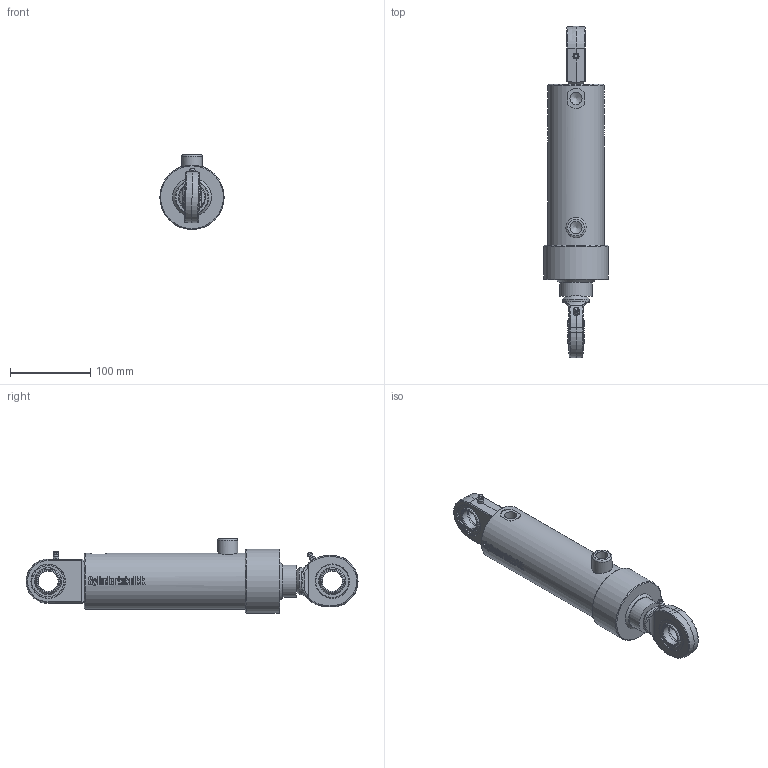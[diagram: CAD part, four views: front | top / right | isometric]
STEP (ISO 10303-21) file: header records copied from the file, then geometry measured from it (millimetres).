
FILE_DESCRIPTION((''),'2;1');
FILE_NAME('DVL60_40.stp','2010-01-22T11:05:37',('tribel'),(''),'Autodesk Inventor 2009','Autodesk Inventor 2009','');
FILE_SCHEMA(('AUTOMOTIVE_DESIGN { 1 0 10303 214 1 1 1 1 }'));
Length unit declared in the file: millimetre
Products named in the file (6): DVL60_40; DVL60_40_body; DVL60_40_stang; DVL60_40_Parameters; K-WS25N; K-WS25C
Assembly tree (5 placements, depth 2):
  DVL60_40
    DVL60_40_body
    DVL60_40_stang
    DVL60_40_Parameters
    K-WS25N
    K-WS25C
Bounding box: 80 x 412.5 x 93 mm (x, y, z)
Volume: 856862.8 mm3; surface area: 175257.1 mm2
Topology: 4 solids, 5 shells, 810 faces, 2101 edges, 1350 vertices
Faces by surface type: plane 396, bspline 187, cylinder 125, cone 74, torus 21, sphere 7
Full cylindrical faces by diameter (mm): 2.286 x4, 2.6 x4, 3 x2, 5.5 x2, 5.6 x2, 6 x1, 25 x5, 33.5 x1, 40 x2, 42 x6, 43.2 x2, 50 x1, 60 x1, 70 x1, 80 x1
Entity records: 56822 total; most frequent: CARTESIAN_POINT 39085, ORIENTED_EDGE 3886, DIRECTION 3005, EDGE_CURVE 1945, VERTEX_POINT 1299, AXIS2_PLACEMENT_3D 1092, EDGE_LOOP 991, VECTOR 821
